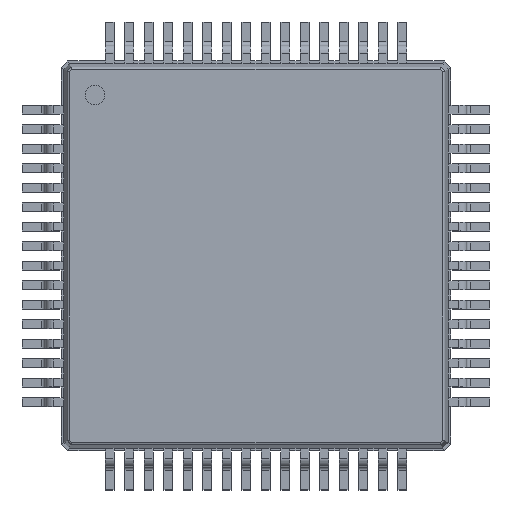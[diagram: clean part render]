
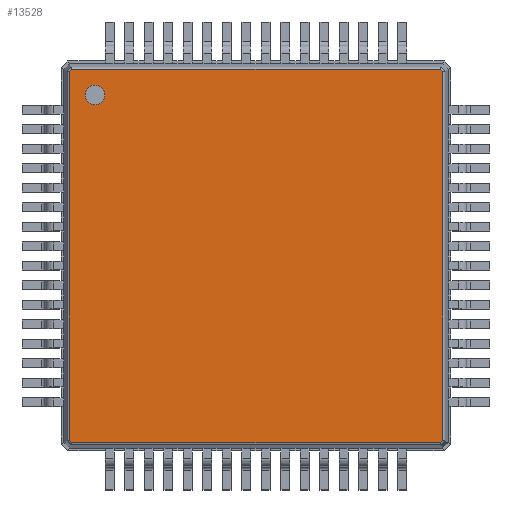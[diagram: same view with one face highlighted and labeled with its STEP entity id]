
A CAD part, top view. The second image highlights one B-rep face of the part: STEP entity #13528.
In plain terms, the highlighted planar face has unit normal (0, 0, 1).
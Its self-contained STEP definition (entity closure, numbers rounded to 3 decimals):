
#6715 = VERTEX_POINT('',#6716);
#6716 = CARTESIAN_POINT('',(4.789,4.724,1.1));
#7009 = EDGE_CURVE('',#6715,#7010,#7012,.T.);
#7010 = VERTEX_POINT('',#7011);
#7011 = CARTESIAN_POINT('',(4.789,-4.724,1.1));
#7012 = B_SPLINE_CURVE_WITH_KNOTS('',2,(#7013,#7014,#7015,#7016,#7017),
.UNSPECIFIED.,.F.,.F.,(3,1,1,3),(-0.505,-0.04,
9.52,9.984),.UNSPECIFIED.);
#7013 = CARTESIAN_POINT('',(4.789,5.244,1.1));
#7014 = CARTESIAN_POINT('',(4.789,5.012,1.1));
#7015 = CARTESIAN_POINT('',(4.789,0.,1.1));
#7016 = CARTESIAN_POINT('',(4.789,-5.012,1.1));
#7017 = CARTESIAN_POINT('',(4.789,-5.244,1.1));
#12885 = EDGE_CURVE('',#7010,#12886,#12888,.T.);
#12886 = VERTEX_POINT('',#12887);
#12887 = CARTESIAN_POINT('',(4.724,-4.789,1.1));
#12888 = B_SPLINE_CURVE_WITH_KNOTS('',2,(#12889,#12890,#12891,#12892,
#12893),.UNSPECIFIED.,.F.,.F.,(3,1,1,3),(-0.218,
-0.04,0.167,0.345),.UNSPECIFIED.);
#12889 = CARTESIAN_POINT('',(4.955,-4.557,1.1));
#12890 = CARTESIAN_POINT('',(4.892,-4.62,1.1));
#12891 = CARTESIAN_POINT('',(4.756,-4.756,1.1));
#12892 = CARTESIAN_POINT('',(4.62,-4.892,1.1));
#12893 = CARTESIAN_POINT('',(4.557,-4.955,1.1));
#13206 = VERTEX_POINT('',#13207);
#13207 = CARTESIAN_POINT('',(4.724,4.789,1.1));
#13503 = EDGE_CURVE('',#13206,#6715,#13504,.T.);
#13504 = B_SPLINE_CURVE_WITH_KNOTS('',2,(#13505,#13506,#13507,#13508,
#13509),.UNSPECIFIED.,.F.,.F.,(3,1,1,3),(-0.218,
-0.04,0.167,0.345),.UNSPECIFIED.);
#13505 = CARTESIAN_POINT('',(4.557,4.955,1.1));
#13506 = CARTESIAN_POINT('',(4.62,4.892,1.1));
#13507 = CARTESIAN_POINT('',(4.756,4.756,1.1));
#13508 = CARTESIAN_POINT('',(4.892,4.62,1.1));
#13509 = CARTESIAN_POINT('',(4.955,4.557,1.1));
#13528 = ADVANCED_FACE('',(#13529,#13582),#13593,.T.);
#13529 = FACE_BOUND('',#13530,.T.);
#13530 = EDGE_LOOP('',(#13531,#13532,#13533,#13534,#13544,#13554,#13564,
#13574));
#13531 = ORIENTED_EDGE('',*,*,#12885,.F.);
#13532 = ORIENTED_EDGE('',*,*,#7009,.F.);
#13533 = ORIENTED_EDGE('',*,*,#13503,.F.);
#13534 = ORIENTED_EDGE('',*,*,#13535,.F.);
#13535 = EDGE_CURVE('',#13536,#13206,#13538,.T.);
#13536 = VERTEX_POINT('',#13537);
#13537 = CARTESIAN_POINT('',(-4.724,4.789,1.1));
#13538 = B_SPLINE_CURVE_WITH_KNOTS('',2,(#13539,#13540,#13541,#13542,
#13543),.UNSPECIFIED.,.F.,.F.,(3,1,1,3),(-0.505,
-0.04,9.52,9.984),.UNSPECIFIED.);
#13539 = CARTESIAN_POINT('',(-5.244,4.789,1.1));
#13540 = CARTESIAN_POINT('',(-5.012,4.789,1.1));
#13541 = CARTESIAN_POINT('',(0.,4.789,1.1));
#13542 = CARTESIAN_POINT('',(5.012,4.789,1.1));
#13543 = CARTESIAN_POINT('',(5.244,4.789,1.1));
#13544 = ORIENTED_EDGE('',*,*,#13545,.F.);
#13545 = EDGE_CURVE('',#13546,#13536,#13548,.T.);
#13546 = VERTEX_POINT('',#13547);
#13547 = CARTESIAN_POINT('',(-4.789,4.724,1.1));
#13548 = B_SPLINE_CURVE_WITH_KNOTS('',2,(#13549,#13550,#13551,#13552,
#13553),.UNSPECIFIED.,.F.,.F.,(3,1,1,3),(-0.218,
-0.04,0.167,0.345),.UNSPECIFIED.);
#13549 = CARTESIAN_POINT('',(-4.955,4.557,1.1));
#13550 = CARTESIAN_POINT('',(-4.892,4.62,1.1));
#13551 = CARTESIAN_POINT('',(-4.756,4.756,1.1));
#13552 = CARTESIAN_POINT('',(-4.62,4.892,1.1));
#13553 = CARTESIAN_POINT('',(-4.557,4.955,1.1));
#13554 = ORIENTED_EDGE('',*,*,#13555,.F.);
#13555 = EDGE_CURVE('',#13556,#13546,#13558,.T.);
#13556 = VERTEX_POINT('',#13557);
#13557 = CARTESIAN_POINT('',(-4.789,-4.724,1.1));
#13558 = B_SPLINE_CURVE_WITH_KNOTS('',2,(#13559,#13560,#13561,#13562,
#13563),.UNSPECIFIED.,.F.,.F.,(3,1,1,3),(-0.505,
-0.04,9.52,9.984),.UNSPECIFIED.);
#13559 = CARTESIAN_POINT('',(-4.789,-5.244,1.1));
#13560 = CARTESIAN_POINT('',(-4.789,-5.012,1.1));
#13561 = CARTESIAN_POINT('',(-4.789,0.,1.1));
#13562 = CARTESIAN_POINT('',(-4.789,5.012,1.1));
#13563 = CARTESIAN_POINT('',(-4.789,5.244,1.1));
#13564 = ORIENTED_EDGE('',*,*,#13565,.F.);
#13565 = EDGE_CURVE('',#13566,#13556,#13568,.T.);
#13566 = VERTEX_POINT('',#13567);
#13567 = CARTESIAN_POINT('',(-4.724,-4.789,1.1));
#13568 = B_SPLINE_CURVE_WITH_KNOTS('',2,(#13569,#13570,#13571,#13572,
#13573),.UNSPECIFIED.,.F.,.F.,(3,1,1,3),(-0.218,
-0.04,0.167,0.345),.UNSPECIFIED.);
#13569 = CARTESIAN_POINT('',(-4.557,-4.955,1.1));
#13570 = CARTESIAN_POINT('',(-4.62,-4.892,1.1));
#13571 = CARTESIAN_POINT('',(-4.756,-4.756,1.1));
#13572 = CARTESIAN_POINT('',(-4.892,-4.62,1.1));
#13573 = CARTESIAN_POINT('',(-4.955,-4.557,1.1));
#13574 = ORIENTED_EDGE('',*,*,#13575,.F.);
#13575 = EDGE_CURVE('',#12886,#13566,#13576,.T.);
#13576 = B_SPLINE_CURVE_WITH_KNOTS('',2,(#13577,#13578,#13579,#13580,
#13581),.UNSPECIFIED.,.F.,.F.,(3,1,1,3),(-0.505,
-0.04,9.52,9.984),.UNSPECIFIED.);
#13577 = CARTESIAN_POINT('',(5.244,-4.789,1.1));
#13578 = CARTESIAN_POINT('',(5.012,-4.789,1.1));
#13579 = CARTESIAN_POINT('',(0.,-4.789,1.1));
#13580 = CARTESIAN_POINT('',(-5.012,-4.789,1.1));
#13581 = CARTESIAN_POINT('',(-5.244,-4.789,1.1));
#13582 = FACE_BOUND('',#13583,.T.);
#13583 = EDGE_LOOP('',(#13584));
#13584 = ORIENTED_EDGE('',*,*,#13585,.F.);
#13585 = EDGE_CURVE('',#13586,#13586,#13588,.T.);
#13586 = VERTEX_POINT('',#13587);
#13587 = CARTESIAN_POINT('',(-4.129,3.879,1.1));
#13588 = CIRCLE('',#13589,0.25);
#13589 = AXIS2_PLACEMENT_3D('',#13590,#13591,#13592);
#13590 = CARTESIAN_POINT('',(-4.129,4.129,1.1));
#13591 = DIRECTION('',(0.,0.,1.));
#13592 = DIRECTION('',(0.,-1.,0.));
#13593 = PLANE('',#13594);
#13594 = AXIS2_PLACEMENT_3D('',#13595,#13596,#13597);
#13595 = CARTESIAN_POINT('',(-4.74,4.829,1.1));
#13596 = DIRECTION('',(0.,0.,1.));
#13597 = DIRECTION('',(0.7,-0.714,0.));
